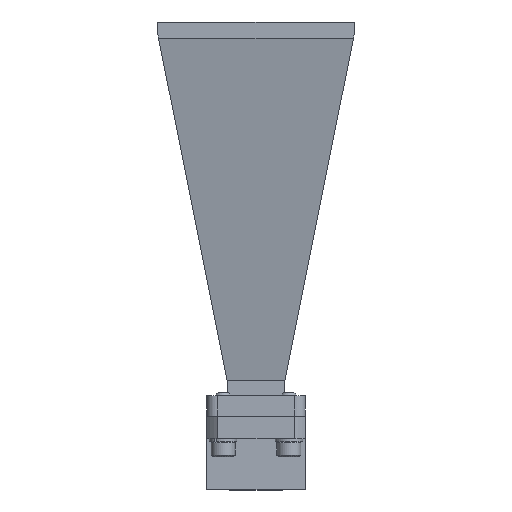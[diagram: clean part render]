
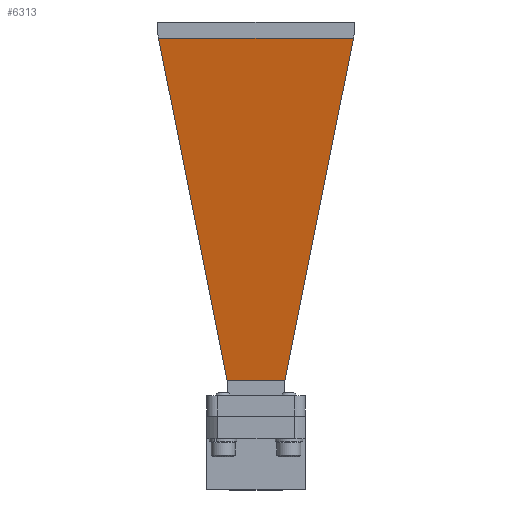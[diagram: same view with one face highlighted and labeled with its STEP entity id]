
A CAD part, front view. The second image highlights one B-rep face of the part: STEP entity #6313.
In plain terms, the highlighted face is planar.
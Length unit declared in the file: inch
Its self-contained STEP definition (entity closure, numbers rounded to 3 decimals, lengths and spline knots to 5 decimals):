
#146 = EDGE_CURVE ( 'NONE', #2864, #2136, #5636, .T. ) ;
#286 = CARTESIAN_POINT ( 'NONE',  ( -0.14874, 0.21904, 1.9622 ) ) ;
#334 = EDGE_CURVE ( 'NONE', #1051, #2864, #6460, .T. ) ;
#381 = ORIENTED_EDGE ( 'NONE', *, *, #5436, .T. ) ;
#706 = VECTOR ( 'NONE', #4953, 39.37008 ) ;
#978 = VECTOR ( 'NONE', #1102, 39.37008 ) ;
#1051 = VERTEX_POINT ( 'NONE', #6856 ) ;
#1102 = DIRECTION ( 'NONE',  ( -0.156, -0.194, 0.968 ) ) ;
#1138 = ORIENTED_EDGE ( 'NONE', *, *, #4830, .T. ) ;
#1442 = CARTESIAN_POINT ( 'NONE',  ( -0.56799, 0.74043, 4.56242 ) ) ;
#1512 = LINE ( 'NONE', #5423, #706 ) ;
#1548 = CARTESIAN_POINT ( 'NONE',  ( -0.14874, -0.21904, 1.9622 ) ) ;
#1599 = VECTOR ( 'NONE', #4802, 39.37008 ) ;
#2127 = CARTESIAN_POINT ( 'NONE',  ( -0.14874, 0., 1.9622 ) ) ;
#2136 = VERTEX_POINT ( 'NONE', #7306 ) ;
#2605 = ORIENTED_EDGE ( 'NONE', *, *, #146, .T. ) ;
#2821 = AXIS2_PLACEMENT_3D ( 'NONE', #6362, #3511, #4670 ) ;
#2862 = ORIENTED_EDGE ( 'NONE', *, *, #334, .T. ) ;
#2864 = VERTEX_POINT ( 'NONE', #286 ) ;
#3511 = DIRECTION ( 'NONE',  ( -0.987, 0., -0.159 ) ) ;
#4088 = VECTOR ( 'NONE', #6775, 39.37008 ) ;
#4535 = VERTEX_POINT ( 'NONE', #6283 ) ;
#4596 = EDGE_LOOP ( 'NONE', ( #2605, #1138, #381, #2862 ) ) ;
#4670 = DIRECTION ( 'NONE',  ( -0.159, 0., 0.987 ) ) ;
#4802 = DIRECTION ( 'NONE',  ( 0.156, -0.194, -0.968 ) ) ;
#4830 = EDGE_CURVE ( 'NONE', #2136, #4535, #6224, .T. ) ;
#4953 = DIRECTION ( 'NONE',  ( 0., 1., 0. ) ) ;
#5423 = CARTESIAN_POINT ( 'NONE',  ( -0.56799, 0., 4.56242 ) ) ;
#5436 = EDGE_CURVE ( 'NONE', #4535, #1051, #1512, .T. ) ;
#5636 = LINE ( 'NONE', #2127, #4088 ) ;
#6224 = LINE ( 'NONE', #1548, #978 ) ;
#6283 = CARTESIAN_POINT ( 'NONE',  ( -0.56799, -0.74043, 4.56242 ) ) ;
#6313 = ADVANCED_FACE ( 'NONE', ( #6960 ), #6857, .T. ) ;
#6362 = CARTESIAN_POINT ( 'NONE',  ( -0.3667, 0., 3.31397 ) ) ;
#6460 = LINE ( 'NONE', #1442, #1599 ) ;
#6775 = DIRECTION ( 'NONE',  ( 0., -1., 0. ) ) ;
#6856 = CARTESIAN_POINT ( 'NONE',  ( -0.56799, 0.74043, 4.56242 ) ) ;
#6857 = PLANE ( 'NONE',  #2821 ) ;
#6960 = FACE_OUTER_BOUND ( 'NONE', #4596, .T. ) ;
#7306 = CARTESIAN_POINT ( 'NONE',  ( -0.14874, -0.21904, 1.9622 ) ) ;
